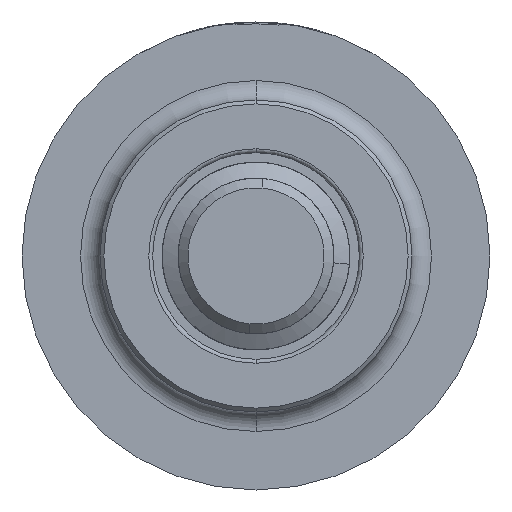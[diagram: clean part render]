
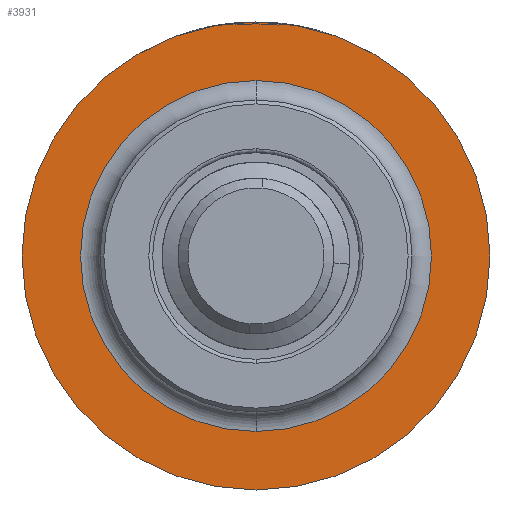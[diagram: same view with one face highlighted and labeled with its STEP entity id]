
A CAD part, front view. The second image highlights one B-rep face of the part: STEP entity #3931.
In plain terms, the highlighted planar face has unit normal (0, -1, 0).
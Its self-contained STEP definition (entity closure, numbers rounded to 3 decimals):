
#26 = DIRECTION ( 'NONE',  ( 0., -1., 0. ) ) ;
#75 = VERTEX_POINT ( 'NONE', #7532 ) ;
#84 = DIRECTION ( 'NONE',  ( 0., -1., 0. ) ) ;
#253 = FACE_BOUND ( 'NONE', #2330, .T. ) ;
#379 = AXIS2_PLACEMENT_3D ( 'NONE', #7405, #84, #2596 ) ;
#441 = AXIS2_PLACEMENT_3D ( 'NONE', #3730, #26, #5602 ) ;
#748 = CARTESIAN_POINT ( 'NONE',  ( 0., 9.42, 12. ) ) ;
#771 = ORIENTED_EDGE ( 'NONE', *, *, #1810, .T. ) ;
#934 = FACE_OUTER_BOUND ( 'NONE', #6959, .T. ) ;
#1448 = DIRECTION ( 'NONE',  ( 0., -1., 0. ) ) ;
#1699 = DIRECTION ( 'NONE',  ( 0., -1., 0. ) ) ;
#1810 = EDGE_CURVE ( 'NONE', #7039, #75, #3249, .T. ) ;
#1958 = PLANE ( 'NONE',  #3159 ) ;
#2277 = CARTESIAN_POINT ( 'NONE',  ( 0., 9.42, -9. ) ) ;
#2330 = EDGE_LOOP ( 'NONE', ( #2493, #5120 ) ) ;
#2415 = ORIENTED_EDGE ( 'NONE', *, *, #6699, .T. ) ;
#2493 = ORIENTED_EDGE ( 'NONE', *, *, #4445, .F. ) ;
#2596 = DIRECTION ( 'NONE',  ( 0., 0., -1. ) ) ;
#2953 = CIRCLE ( 'NONE', #4305, 9. ) ;
#3159 = AXIS2_PLACEMENT_3D ( 'NONE', #6276, #1448, #5773 ) ;
#3249 = CIRCLE ( 'NONE', #441, 12. ) ;
#3587 = DIRECTION ( 'NONE',  ( 0., 0., -1. ) ) ;
#3730 = CARTESIAN_POINT ( 'NONE',  ( 0., 9.42, 0. ) ) ;
#3904 = VERTEX_POINT ( 'NONE', #6248 ) ;
#3931 = ADVANCED_FACE ( 'NONE', ( #934, #253 ), #1958, .T. ) ;
#4305 = AXIS2_PLACEMENT_3D ( 'NONE', #5397, #1699, #3587 ) ;
#4445 = EDGE_CURVE ( 'NONE', #5936, #3904, #5365, .T. ) ;
#4461 = DIRECTION ( 'NONE',  ( 0., 0., -1. ) ) ;
#4523 = CARTESIAN_POINT ( 'NONE',  ( 0., 9.42, 0. ) ) ;
#5120 = ORIENTED_EDGE ( 'NONE', *, *, #6005, .F. ) ;
#5198 = CIRCLE ( 'NONE', #6994, 12. ) ;
#5365 = CIRCLE ( 'NONE', #379, 9. ) ;
#5397 = CARTESIAN_POINT ( 'NONE',  ( 0., 9.42, 0. ) ) ;
#5602 = DIRECTION ( 'NONE',  ( 0., 0., -1. ) ) ;
#5773 = DIRECTION ( 'NONE',  ( 0., 0., -1. ) ) ;
#5936 = VERTEX_POINT ( 'NONE', #2277 ) ;
#6005 = EDGE_CURVE ( 'NONE', #3904, #5936, #2953, .T. ) ;
#6248 = CARTESIAN_POINT ( 'NONE',  ( 0., 9.42, 9. ) ) ;
#6276 = CARTESIAN_POINT ( 'NONE',  ( 9., 9.42, 0. ) ) ;
#6699 = EDGE_CURVE ( 'NONE', #75, #7039, #5198, .T. ) ;
#6959 = EDGE_LOOP ( 'NONE', ( #2415, #771 ) ) ;
#6994 = AXIS2_PLACEMENT_3D ( 'NONE', #4523, #7013, #4461 ) ;
#7013 = DIRECTION ( 'NONE',  ( 0., -1., 0. ) ) ;
#7039 = VERTEX_POINT ( 'NONE', #748 ) ;
#7405 = CARTESIAN_POINT ( 'NONE',  ( 0., 9.42, 0. ) ) ;
#7532 = CARTESIAN_POINT ( 'NONE',  ( 0., 9.42, -12. ) ) ;
